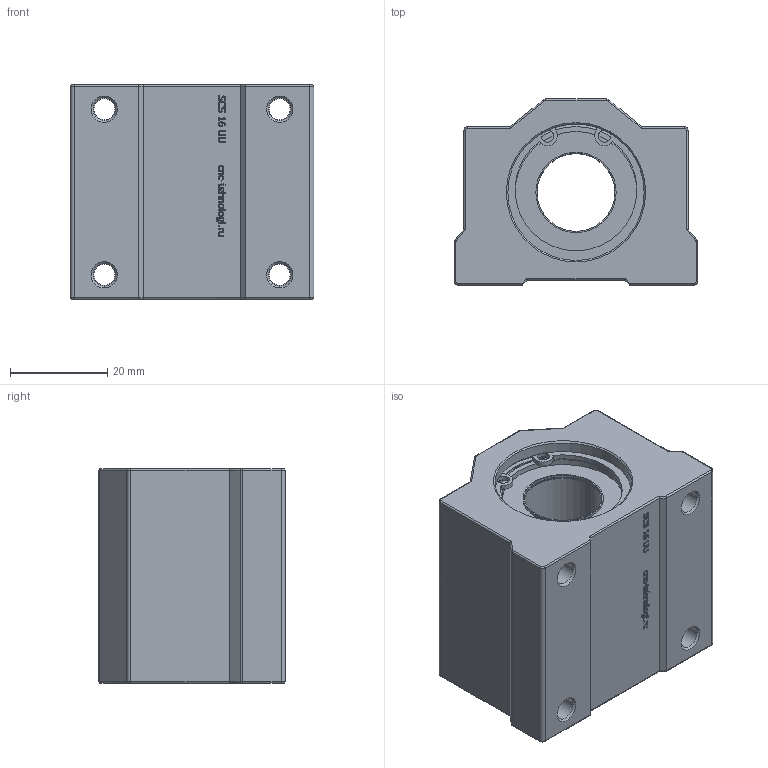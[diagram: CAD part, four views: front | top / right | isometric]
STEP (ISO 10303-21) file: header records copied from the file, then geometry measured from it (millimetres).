
FILE_DESCRIPTION(/* description */ (''),/* implementation_level */ '2;1');
FILE_NAME(/* name */ 'SC16UU.stp',/* time_stamp */ '2020-08-10T15:03:48+03:00',/* author */ ('Prot'),/* organization */ (''),/* preprocessor_version */ 'ST-DEVELOPER v18',/* originating_system */ 'Autodesk Inventor 2020',/* authorisation */ '');
FILE_SCHEMA (('AUTOMOTIVE_DESIGN { 1 0 10303 214 3 1 1 }'));
Length unit declared in the file: millimetre
Products named in the file (4): SC16UU; LM16; SC16-UU; Стопорное кольцо 
(16)
Assembly tree (4 placements, depth 2):
  SC16UU
    LM16
    SC16-UU
    Стопорное кольцо 
(16)  x2
Bounding box: 50 x 38.2 x 44 mm (x, y, z)
Volume: 57256.8 mm3; surface area: 22581.8 mm2
Topology: 4 solids, 4 shells, 498 faces, 1284 edges, 843 vertices
Faces by surface type: plane 205, bspline 182, cylinder 83, torus 18, cone 10
Full cylindrical faces by diameter (mm): 2.5 x4, 4.3 x4, 4.6 x4, 16 x3, 16.2 x2, 16.5 x2, 25 x2, 27 x2, 28 x6, 30 x2
Entity records: 16253 total; most frequent: CARTESIAN_POINT 4937, ORIENTED_EDGE 2508, DIRECTION 1699, EDGE_CURVE 1254, VERTEX_POINT 823, LINE 705, VECTOR 705, EDGE_LOOP 551
